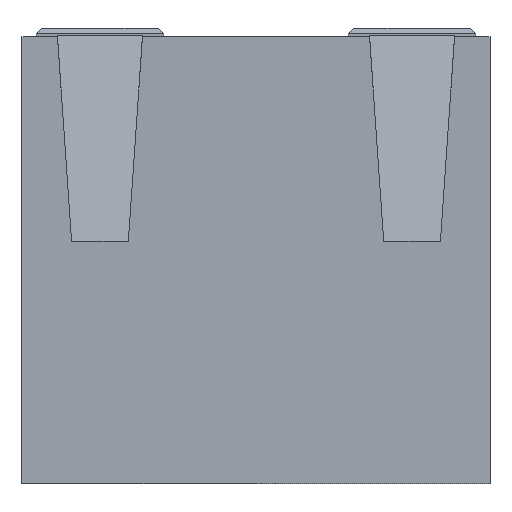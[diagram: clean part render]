
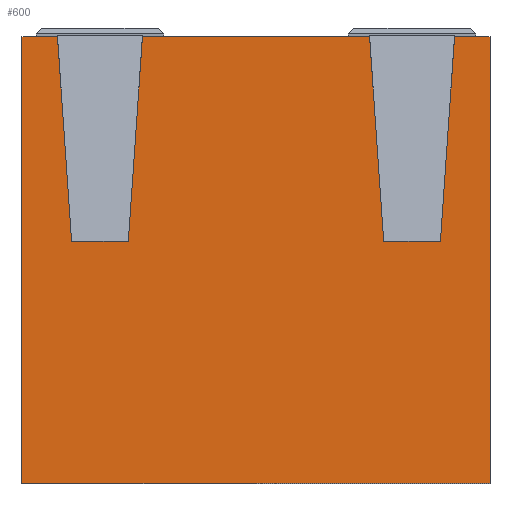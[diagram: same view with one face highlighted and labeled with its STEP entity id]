
A CAD part, top view. The second image highlights one B-rep face of the part: STEP entity #600.
In plain terms, the highlighted planar face has unit normal (0, 0, 1).
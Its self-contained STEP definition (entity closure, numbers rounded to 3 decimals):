
#24=VERTEX_POINT('',#25);
#25=CARTESIAN_POINT('',(11.805,-7.75,13.46));
#29=EDGE_CURVE('',#24,#30,#32,.T.);
#30=VERTEX_POINT('',#31);
#31=CARTESIAN_POINT('',(11.805,8.,13.46));
#32=LINE('',#25,#33);
#33=VECTOR('',#34,1.);
#34=DIRECTION('',(0.,1.,0.));
#45=DIRECTION('',(-1.,0.,0.));
#53=VERTEX_POINT('',#54);
#54=CARTESIAN_POINT('',(-4.705,-7.75,13.46));
#57=EDGE_CURVE('',#53,#24,#58,.T.);
#58=LINE('',#54,#59);
#59=VECTOR('',#60,1.);
#60=DIRECTION('',(1.,0.,0.));
#72=EDGE_CURVE('',#30,#73,#75,.T.);
#73=VERTEX_POINT('',#74);
#74=CARTESIAN_POINT('',(10.555,8.,13.46));
#75=LINE('',#31,#76);
#76=VECTOR('',#45,1.);
#78=EDGE_CURVE('',#73,#79,#75,.T.);
#79=VERTEX_POINT('',#80);
#80=CARTESIAN_POINT('',(7.555,8.,13.46));
#82=EDGE_CURVE('',#79,#83,#75,.T.);
#83=VERTEX_POINT('',#84);
#84=CARTESIAN_POINT('',(-0.455,8.,13.46));
#86=EDGE_CURVE('',#83,#87,#75,.T.);
#87=VERTEX_POINT('',#88);
#88=CARTESIAN_POINT('',(-3.455,8.,13.46));
#90=EDGE_CURVE('',#87,#91,#75,.T.);
#91=VERTEX_POINT('',#92);
#92=CARTESIAN_POINT('',(-4.705,8.,13.46));
#197=DIRECTION('',(0.,-1.,0.));
#204=VECTOR('',#197,1.);
#599=DIRECTION('',(-0.,0.,-1.));
#600=ADVANCED_FACE('',(#601),#613,.F.);
#601=FACE_BOUND('',#602,.F.);
#602=EDGE_LOOP('',(#603,#604,#605,#606,#609,#610,#611,#612));
#603=ORIENTED_EDGE('',*,*,#72,.F.);
#604=ORIENTED_EDGE('',*,*,#29,.F.);
#605=ORIENTED_EDGE('',*,*,#57,.F.);
#606=ORIENTED_EDGE('',*,*,#607,.F.);
#607=EDGE_CURVE('',#91,#53,#608,.T.);
#608=LINE('',#92,#204);
#609=ORIENTED_EDGE('',*,*,#90,.F.);
#610=ORIENTED_EDGE('',*,*,#86,.F.);
#611=ORIENTED_EDGE('',*,*,#82,.F.);
#612=ORIENTED_EDGE('',*,*,#78,.F.);
#613=PLANE('',#614);
#614=AXIS2_PLACEMENT_3D('',#31,#599,#60);
